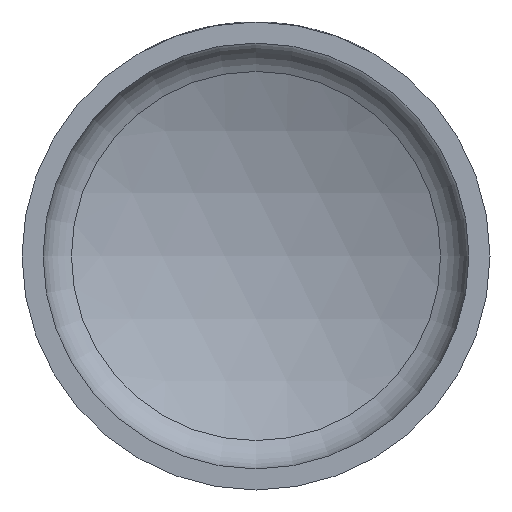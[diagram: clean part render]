
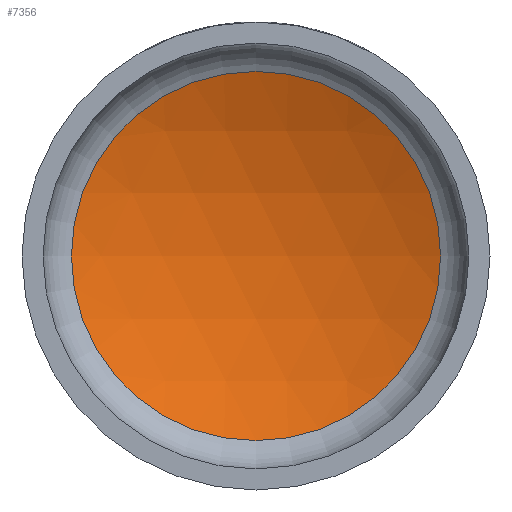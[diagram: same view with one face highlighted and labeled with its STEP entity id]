
A CAD part, front view. The second image highlights one B-rep face of the part: STEP entity #7356.
In plain terms, the highlighted spherical face has radius 88.9 mm.
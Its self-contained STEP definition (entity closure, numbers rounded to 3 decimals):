
#1702 = VERTEX_POINT ( 'NONE', #21117 ) ;
#1747 = CARTESIAN_POINT ( 'NONE',  ( 0., 28.169, 0. ) ) ;
#3334 = FACE_OUTER_BOUND ( 'NONE', #21697, .T. ) ;
#5318 = DIRECTION ( 'NONE',  ( 0., 0., -1. ) ) ;
#6301 = DIRECTION ( 'NONE',  ( 1., 0., 0. ) ) ;
#7356 = ADVANCED_FACE ( 'NONE', ( #3334 ), #8104, .F. ) ;
#8100 = CARTESIAN_POINT ( 'NONE',  ( 0., -53.523, 0. ) ) ;
#8104 = SPHERICAL_SURFACE ( 'NONE', #9330, 88.9 ) ;
#8266 = ORIENTED_EDGE ( 'NONE', *, *, #22214, .T. ) ;
#9330 = AXIS2_PLACEMENT_3D ( 'NONE', #8100, #11848, #6301 ) ;
#11610 = CIRCLE ( 'NONE', #22942, 35.067 ) ;
#11848 = DIRECTION ( 'NONE',  ( 0., 0., 1. ) ) ;
#19641 = DIRECTION ( 'NONE',  ( 0., -1., 0. ) ) ;
#21117 = CARTESIAN_POINT ( 'NONE',  ( 0., 28.169, -35.067 ) ) ;
#21697 = EDGE_LOOP ( 'NONE', ( #8266 ) ) ;
#22214 = EDGE_CURVE ( 'NONE', #1702, #1702, #11610, .T. ) ;
#22942 = AXIS2_PLACEMENT_3D ( 'NONE', #1747, #19641, #5318 ) ;
